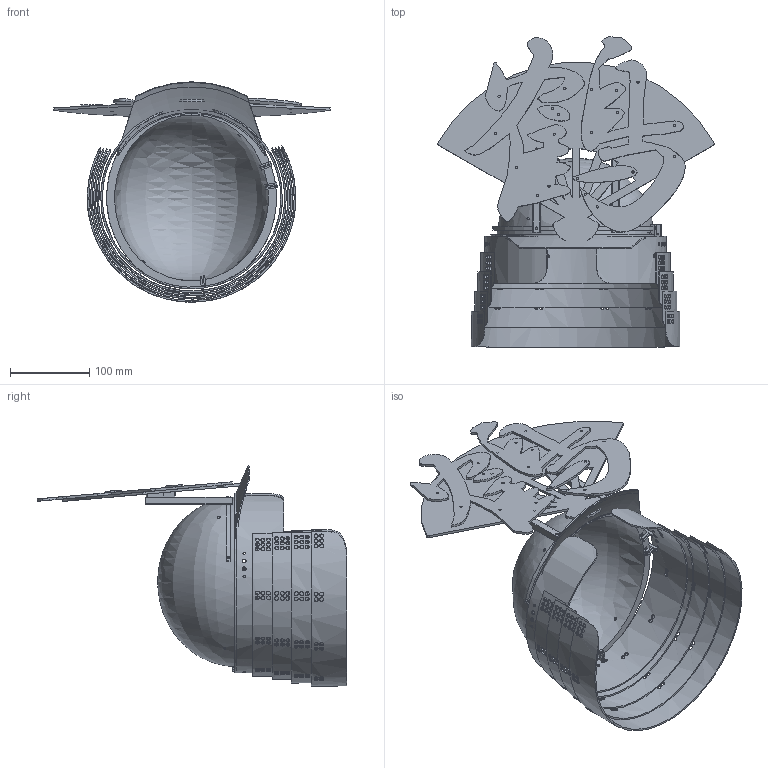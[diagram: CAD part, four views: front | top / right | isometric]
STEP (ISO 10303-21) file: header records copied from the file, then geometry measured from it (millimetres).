
FILE_DESCRIPTION(/* description */ ('Unknown'),/* implementation_level */ '2;1');
FILE_NAME(/* name */ 'kabto',/* time_stamp */ '2024-12-16T19:42:46+09:00',/* author */ ('Unknown'),/* organization */ ('Unknown'),/* preprocessor_version */ 'ST-DEVELOPER v19.4',/* originating_system */ 'Solid Edge',/* authorisation */ 'Unknown');
FILE_SCHEMA (('AUTOMOTIVE_DESIGN {1 0 10303 214 3 1 1}'));
Length unit declared in the file: millimetre
Products named in the file (17): kabto; helmet; maetate; sensu; tsuru2; tsuru3; tsuru4; tsuru5; shikoro1; shikoro2; shikoro3; shikoro4; shikoro5; 9_9angle_maaekote; panel_1; panel; maekote1
Assembly tree (18 placements, depth 3):
  kabto
    helmet
    maetate
      sensu
      tsuru2
      tsuru3
      tsuru4
      tsuru5
    shikoro1
    shikoro2
    shikoro3
    shikoro4
    shikoro5
    9_9angle_maaekote  x2
    panel_1
    panel  x2
    maekote1
Bounding box: 349.55 x 392.15 x 278.99 mm (x, y, z)
Volume: 630848.8 mm3; surface area: 607116.6 mm2
Topology: 22 solids, 32 shells, 787 faces, 2298 edges, 1602 vertices
Faces by surface type: cylinder 459, plane 216, bspline 107, cone 3, torus 2
Full cylindrical faces by diameter (mm): 2.9 x29, 3 x20, 3.3 x22, 3.5 x2, 5 x222
Entity records: 28071 total; most frequent: CARTESIAN_POINT 11052, ORIENTED_EDGE 3140, DIRECTION 2297, EDGE_CURVE 1570, EDGE_LOOP 1527, FACE_BOUND 1527, VERTEX_POINT 1235, AXIS2_PLACEMENT_3D 864
